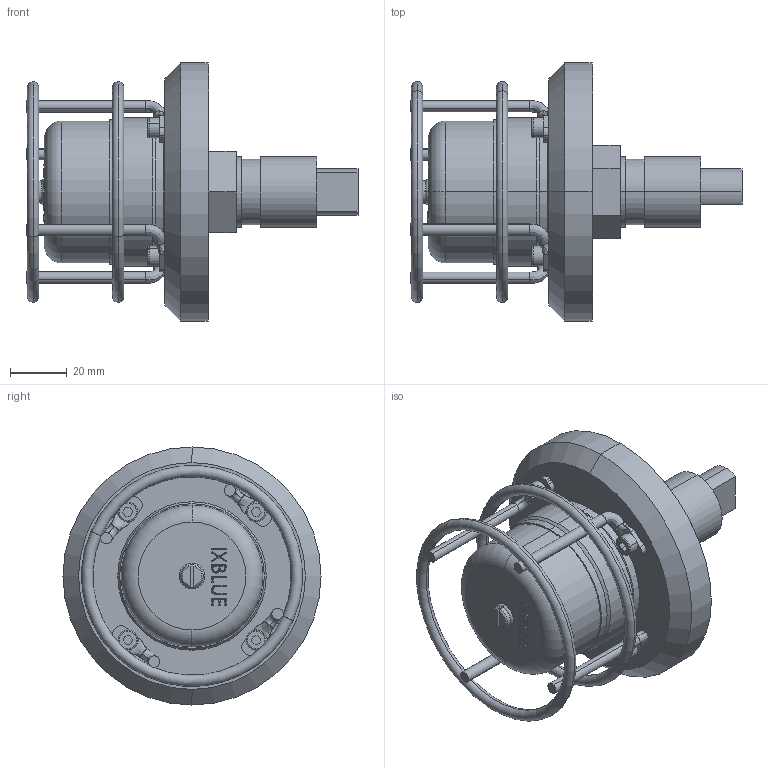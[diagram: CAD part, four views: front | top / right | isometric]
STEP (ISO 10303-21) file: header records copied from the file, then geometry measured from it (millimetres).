
FILE_DESCRIPTION (( 'STEP AP203' ), '1' );
FILE_NAME ('step_PAA01257-B.STEP', '2018-11-14T09:53:30', ( '' ), ( '' ), 'SwSTEP 2.0', 'SolidWorks 2016', '' );
FILE_SCHEMA (( 'CONFIG_CONTROL_DESIGN' ));
Length unit declared in the file: millimetre
Products named in the file (1): step_PAA01257-B
Bounding box: 117.1 x 91 x 91 mm (x, y, z)
Volume: 209303.2 mm3; surface area: 52607.5 mm2
Topology: 23 solids, 23 shells, 468 faces, 1076 edges, 644 vertices
Faces by surface type: cylinder 172, plane 137, bspline 56, cone 40, torus 32, sphere 31
Entity records: 19555 total; most frequent: CARTESIAN_POINT 9337, DIRECTION 2128, ORIENTED_EDGE 2054, EDGE_CURVE 1027, AXIS2_PLACEMENT_3D 856, VERTEX_POINT 644, EDGE_LOOP 523, ADVANCED_FACE 468
